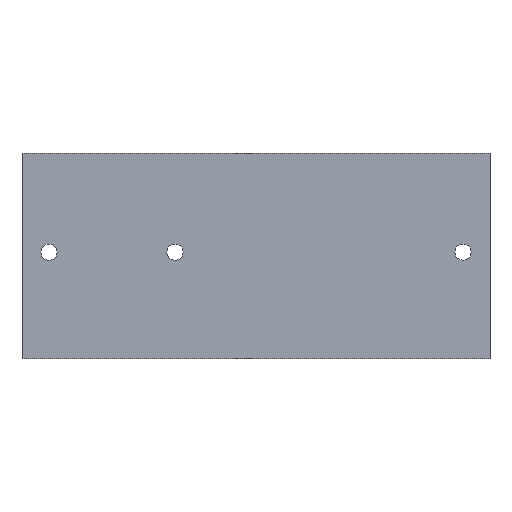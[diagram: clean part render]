
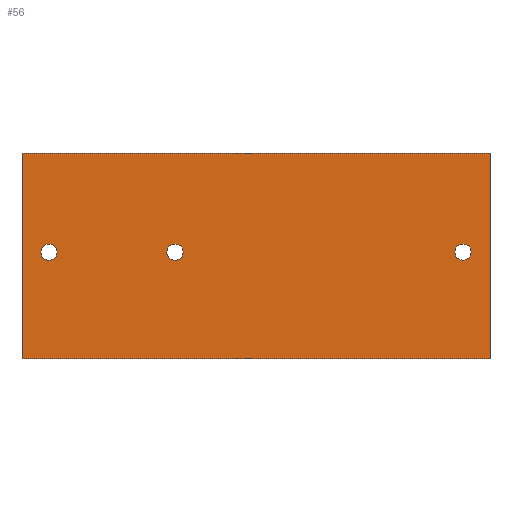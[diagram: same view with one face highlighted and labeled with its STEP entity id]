
A CAD part, top view. The second image highlights one B-rep face of the part: STEP entity #56.
In plain terms, the highlighted planar face has unit normal (0, 0, 1).
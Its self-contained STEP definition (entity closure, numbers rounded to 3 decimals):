
#56=ADVANCED_FACE('',(#79,#80,#81,#82),#83,.T.);
#79=FACE_BOUND('',#109,.T.);
#80=FACE_BOUND('',#110,.T.);
#81=FACE_BOUND('',#111,.T.);
#82=FACE_OUTER_BOUND('',#112,.T.);
#83=PLANE('',#113);
#109=EDGE_LOOP('',(#195,#196,#197));
#110=EDGE_LOOP('',(#198,#199,#200));
#111=EDGE_LOOP('',(#201,#202,#203));
#112=EDGE_LOOP('',(#204,#205,#206,#207));
#113=AXIS2_PLACEMENT_3D('',#208,#209,#210);
#195=ORIENTED_EDGE('',*,*,#232,.F.);
#196=ORIENTED_EDGE('',*,*,#231,.F.);
#197=ORIENTED_EDGE('',*,*,#261,.F.);
#198=ORIENTED_EDGE('',*,*,#258,.F.);
#199=ORIENTED_EDGE('',*,*,#257,.F.);
#200=ORIENTED_EDGE('',*,*,#236,.F.);
#201=ORIENTED_EDGE('',*,*,#242,.F.);
#202=ORIENTED_EDGE('',*,*,#241,.F.);
#203=ORIENTED_EDGE('',*,*,#255,.F.);
#204=ORIENTED_EDGE('',*,*,#243,.F.);
#205=ORIENTED_EDGE('',*,*,#253,.F.);
#206=ORIENTED_EDGE('',*,*,#250,.F.);
#207=ORIENTED_EDGE('',*,*,#247,.F.);
#208=CARTESIAN_POINT('',(260.0,114.3,6.3));
#209=DIRECTION('',(0.0,0.0,1.0));
#210=DIRECTION('',(1.0,0.0,0.0));
#231=EDGE_CURVE('',#270,#272,#273,.T.);
#232=EDGE_CURVE('',#272,#264,#274,.T.);
#236=EDGE_CURVE('',#280,#276,#282,.T.);
#241=EDGE_CURVE('',#290,#292,#293,.T.);
#242=EDGE_CURVE('',#292,#284,#294,.T.);
#243=EDGE_CURVE('',#295,#296,#297,.T.);
#247=EDGE_CURVE('',#296,#303,#304,.T.);
#250=EDGE_CURVE('',#303,#308,#309,.T.);
#253=EDGE_CURVE('',#308,#295,#313,.T.);
#255=EDGE_CURVE('',#284,#290,#315,.T.);
#257=EDGE_CURVE('',#276,#317,#318,.T.);
#258=EDGE_CURVE('',#317,#280,#319,.T.);
#261=EDGE_CURVE('',#264,#270,#323,.T.);
#264=VERTEX_POINT('',#326);
#270=VERTEX_POINT('',#333);
#272=VERTEX_POINT('',#336);
#273=CIRCLE('',#337,9.);
#274=CIRCLE('',#338,9.);
#276=VERTEX_POINT('',#340);
#280=VERTEX_POINT('',#345);
#282=CIRCLE('',#348,9.0);
#284=VERTEX_POINT('',#350);
#290=VERTEX_POINT('',#357);
#292=VERTEX_POINT('',#360);
#293=CIRCLE('',#361,9.);
#294=CIRCLE('',#362,9.);
#295=VERTEX_POINT('',#363);
#296=VERTEX_POINT('',#364);
#297=LINE('',#365,#366);
#303=VERTEX_POINT('',#375);
#304=LINE('',#376,#377);
#308=VERTEX_POINT('',#383);
#309=LINE('',#384,#385);
#313=LINE('',#391,#392);
#315=CIRCLE('',#395,9.);
#317=VERTEX_POINT('',#397);
#318=CIRCLE('',#398,9.0);
#319=CIRCLE('',#399,9.0);
#323=CIRCLE('',#403,9.);
#326=CARTESIAN_POINT('',(499.0,118.6,6.3));
#333=CARTESIAN_POINT('',(481.0,118.6,6.3));
#336=CARTESIAN_POINT('',(489.356,109.623,6.3));
#337=AXIS2_PLACEMENT_3D('',#413,#414,#415);
#338=AXIS2_PLACEMENT_3D('',#416,#417,#418);
#340=CARTESIAN_POINT('',(39.0,118.6,6.3));
#345=CARTESIAN_POINT('',(21.0,118.6,6.3));
#348=AXIS2_PLACEMENT_3D('',#424,#425,#426);
#350=CARTESIAN_POINT('',(179.0,118.6,6.3));
#357=CARTESIAN_POINT('',(161.0,118.6,6.3));
#360=CARTESIAN_POINT('',(163.202,112.702,6.3));
#361=AXIS2_PLACEMENT_3D('',#435,#436,#437);
#362=AXIS2_PLACEMENT_3D('',#438,#439,#440);
#363=CARTESIAN_POINT('',(0.0,0.0,6.3));
#364=CARTESIAN_POINT('',(0.0,228.6,6.3));
#365=CARTESIAN_POINT('',(0.0,0.0,6.3));
#366=VECTOR('',#441,1.0);
#375=CARTESIAN_POINT('',(520.0,228.6,6.3));
#376=CARTESIAN_POINT('',(0.0,228.6,6.3));
#377=VECTOR('',#445,1.0);
#383=CARTESIAN_POINT('',(520.0,0.0,6.3));
#384=CARTESIAN_POINT('',(520.0,228.6,6.3));
#385=VECTOR('',#448,1.0);
#391=CARTESIAN_POINT('',(520.0,0.0,6.3));
#392=VECTOR('',#451,1.0);
#395=AXIS2_PLACEMENT_3D('',#453,#454,#455);
#397=CARTESIAN_POINT('',(33.851,126.734,6.3));
#398=AXIS2_PLACEMENT_3D('',#459,#460,#461);
#399=AXIS2_PLACEMENT_3D('',#462,#463,#464);
#403=AXIS2_PLACEMENT_3D('',#471,#472,#473);
#413=CARTESIAN_POINT('',(490.0,118.6,6.3));
#414=DIRECTION('',(0.0,0.0,1.0));
#415=DIRECTION('',(1.0,0.0,0.0));
#416=CARTESIAN_POINT('',(490.0,118.6,6.3));
#417=DIRECTION('',(0.0,0.0,1.0));
#418=DIRECTION('',(1.0,0.0,0.0));
#424=CARTESIAN_POINT('',(30.0,118.6,6.3));
#425=DIRECTION('',(0.0,0.0,1.0));
#426=DIRECTION('',(1.0,0.0,0.0));
#435=CARTESIAN_POINT('',(170.0,118.6,6.3));
#436=DIRECTION('',(0.0,0.0,1.0));
#437=DIRECTION('',(1.0,0.0,0.0));
#438=CARTESIAN_POINT('',(170.0,118.6,6.3));
#439=DIRECTION('',(0.0,0.0,1.0));
#440=DIRECTION('',(1.0,0.0,0.0));
#441=DIRECTION('',(0.0,1.0,0.0));
#445=DIRECTION('',(1.0,0.0,0.0));
#448=DIRECTION('',(0.0,-1.0,0.0));
#451=DIRECTION('',(-1.0,0.0,0.0));
#453=CARTESIAN_POINT('',(170.0,118.6,6.3));
#454=DIRECTION('',(0.0,0.0,1.0));
#455=DIRECTION('',(1.0,0.0,0.0));
#459=CARTESIAN_POINT('',(30.0,118.6,6.3));
#460=DIRECTION('',(0.0,0.0,1.0));
#461=DIRECTION('',(1.0,0.0,0.0));
#462=CARTESIAN_POINT('',(30.0,118.6,6.3));
#463=DIRECTION('',(0.0,0.0,1.0));
#464=DIRECTION('',(1.0,0.0,0.0));
#471=CARTESIAN_POINT('',(490.0,118.6,6.3));
#472=DIRECTION('',(0.0,0.0,1.0));
#473=DIRECTION('',(1.0,0.0,0.0));
